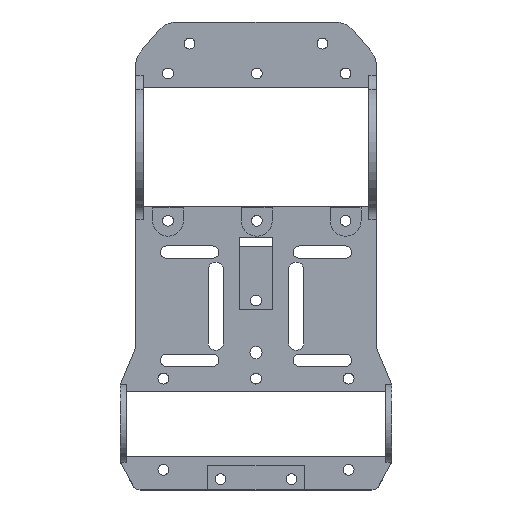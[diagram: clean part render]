
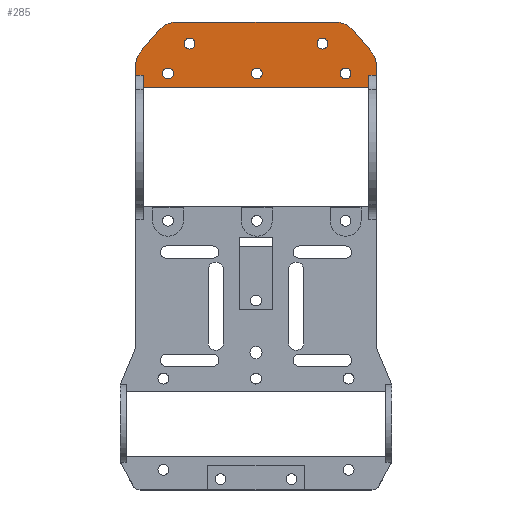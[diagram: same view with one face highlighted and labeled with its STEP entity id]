
A CAD part, top view. The second image highlights one B-rep face of the part: STEP entity #285.
In plain terms, the highlighted planar face has unit normal (0, 0, 1).
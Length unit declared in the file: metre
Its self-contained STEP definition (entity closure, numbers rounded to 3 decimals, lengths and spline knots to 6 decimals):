
#285 = ADVANCED_FACE( '', ( #674, #675, #676, #677, #678, #679 ), #680, .T. );
#674 = FACE_OUTER_BOUND( '', #1177, .T. );
#675 = FACE_BOUND( '', #1178, .T. );
#676 = FACE_BOUND( '', #1179, .T. );
#677 = FACE_BOUND( '', #1180, .T. );
#678 = FACE_BOUND( '', #1181, .T. );
#679 = FACE_BOUND( '', #1182, .T. );
#680 = PLANE( '', #1183 );
#1177 = EDGE_LOOP( '', ( #2062, #2063, #2064, #2065, #2066, #2067, #2068, #2069, #2070, #2071, #2072, #2073, #2074, #2075 ) );
#1178 = EDGE_LOOP( '', ( #2076 ) );
#1179 = EDGE_LOOP( '', ( #2077 ) );
#1180 = EDGE_LOOP( '', ( #2078 ) );
#1181 = EDGE_LOOP( '', ( #2079 ) );
#1182 = EDGE_LOOP( '', ( #2080 ) );
#1183 = AXIS2_PLACEMENT_3D( '', #2081, #2082, #2083 );
#2062 = ORIENTED_EDGE( '', *, *, #2832, .F. );
#2063 = ORIENTED_EDGE( '', *, *, #3043, .T. );
#2064 = ORIENTED_EDGE( '', *, *, #2812, .T. );
#2065 = ORIENTED_EDGE( '', *, *, #3044, .T. );
#2066 = ORIENTED_EDGE( '', *, *, #2883, .F. );
#2067 = ORIENTED_EDGE( '', *, *, #3045, .T. );
#2068 = ORIENTED_EDGE( '', *, *, #3046, .T. );
#2069 = ORIENTED_EDGE( '', *, *, #3047, .T. );
#2070 = ORIENTED_EDGE( '', *, *, #3040, .T. );
#2071 = ORIENTED_EDGE( '', *, *, #3048, .T. );
#2072 = ORIENTED_EDGE( '', *, *, #2921, .T. );
#2073 = ORIENTED_EDGE( '', *, *, #3049, .T. );
#2074 = ORIENTED_EDGE( '', *, *, #3050, .F. );
#2075 = ORIENTED_EDGE( '', *, *, #3051, .T. );
#2076 = ORIENTED_EDGE( '', *, *, #3052, .F. );
#2077 = ORIENTED_EDGE( '', *, *, #2895, .F. );
#2078 = ORIENTED_EDGE( '', *, *, #3053, .T. );
#2079 = ORIENTED_EDGE( '', *, *, #2738, .F. );
#2080 = ORIENTED_EDGE( '', *, *, #2853, .F. );
#2081 = CARTESIAN_POINT( '', ( -0.039, -0.07, 0.005 ) );
#2082 = DIRECTION( '', ( 0., 0., 1. ) );
#2083 = DIRECTION( '', ( 1., 0., 0. ) );
#2738 = EDGE_CURVE( '', #3264, #3264, #3265, .T. );
#2812 = EDGE_CURVE( '', #3397, #3398, #3399, .T. );
#2832 = EDGE_CURVE( '', #3430, #3432, #3433, .T. );
#2853 = EDGE_CURVE( '', #3466, #3466, #3467, .T. );
#2883 = EDGE_CURVE( '', #3513, #3514, #3515, .T. );
#2895 = EDGE_CURVE( '', #3531, #3531, #3532, .T. );
#2921 = EDGE_CURVE( '', #3579, #3577, #3580, .T. );
#3040 = EDGE_CURVE( '', #3760, #3758, #3761, .T. );
#3043 = EDGE_CURVE( '', #3430, #3397, #3764, .T. );
#3044 = EDGE_CURVE( '', #3398, #3514, #3765, .T. );
#3045 = EDGE_CURVE( '', #3513, #3766, #3767, .T. );
#3046 = EDGE_CURVE( '', #3766, #3768, #3769, .T. );
#3047 = EDGE_CURVE( '', #3768, #3760, #3770, .T. );
#3048 = EDGE_CURVE( '', #3758, #3579, #3771, .T. );
#3049 = EDGE_CURVE( '', #3577, #3772, #3773, .F. );
#3050 = EDGE_CURVE( '', #3774, #3772, #3775, .T. );
#3051 = EDGE_CURVE( '', #3774, #3432, #3776, .T. );
#3052 = EDGE_CURVE( '', #3777, #3777, #3778, .T. );
#3053 = EDGE_CURVE( '', #3779, #3779, #3780, .F. );
#3264 = VERTEX_POINT( '', #4048 );
#3265 = CIRCLE( '', #4049, 0.00175 );
#3397 = VERTEX_POINT( '', #4223 );
#3398 = VERTEX_POINT( '', #4224 );
#3399 = LINE( '', #4225, #4226 );
#3430 = VERTEX_POINT( '', #4267 );
#3432 = VERTEX_POINT( '', #4270 );
#3433 = LINE( '', #4271, #4272 );
#3466 = VERTEX_POINT( '', #4314 );
#3467 = CIRCLE( '', #4315, 0.00175 );
#3513 = VERTEX_POINT( '', #4371 );
#3514 = VERTEX_POINT( '', #4372 );
#3515 = LINE( '', #4373, #4374 );
#3531 = VERTEX_POINT( '', #4398 );
#3532 = CIRCLE( '', #4399, 0.00175 );
#3577 = VERTEX_POINT( '', #4453 );
#3579 = VERTEX_POINT( '', #4455 );
#3580 = LINE( '', #4456, #4457 );
#3758 = VERTEX_POINT( '', #4696 );
#3760 = VERTEX_POINT( '', #4698 );
#3761 = LINE( '', #4699, #4700 );
#3764 = CIRCLE( '', #4703, 0.0075 );
#3765 = CIRCLE( '', #4704, 0.0075 );
#3766 = VERTEX_POINT( '', #4705 );
#3767 = CIRCLE( '', #4706, 0.0075 );
#3768 = VERTEX_POINT( '', #4707 );
#3769 = LINE( '', #4708, #4709 );
#3770 = LINE( '', #4710, #4711 );
#3771 = LINE( '', #4712, #4713 );
#3772 = VERTEX_POINT( '', #4714 );
#3773 = LINE( '', #4715, #4716 );
#3774 = VERTEX_POINT( '', #4717 );
#3775 = LINE( '', #4718, #4719 );
#3776 = CIRCLE( '', #4720, 0.0075 );
#3777 = VERTEX_POINT( '', #4721 );
#3778 = CIRCLE( '', #4722, 0.00175 );
#3779 = VERTEX_POINT( '', #4723 );
#3780 = CIRCLE( '', #4724, 0.00175 );
#4048 = CARTESIAN_POINT( '', ( -0.037, -0.005161, 0.005 ) );
#4049 = AXIS2_PLACEMENT_3D( '', #4997, #4998, #4999 );
#4223 = CARTESIAN_POINT( '', ( -0.013417, 0.0115, 0.005 ) );
#4224 = CARTESIAN_POINT( '', ( -0.064583, 0.0115, 0.005 ) );
#4225 = CARTESIAN_POINT( '', ( -0.040821, 0.0115, 0.005 ) );
#4226 = VECTOR( '', #5095, 1. );
#4267 = CARTESIAN_POINT( '', ( -0.007758, 0.008921, 0.005 ) );
#4270 = CARTESIAN_POINT( '', ( -0.00184, 0.002117, 0.005 ) );
#4271 = CARTESIAN_POINT( '', ( -0.005, 0.00575, 0.005 ) );
#4272 = VECTOR( '', #5119, 1. );
#4314 = CARTESIAN_POINT( '', ( -0.00825, -0.005161, 0.005 ) );
#4315 = AXIS2_PLACEMENT_3D( '', #5143, #5144, #5145 );
#4371 = CARTESIAN_POINT( '', ( -0.07616, 0.002117, 0.005 ) );
#4372 = CARTESIAN_POINT( '', ( -0.070242, 0.008921, 0.005 ) );
#4373 = CARTESIAN_POINT( '', ( -0.073, 0.00575, 0.005 ) );
#4374 = VECTOR( '', #5192, 1. );
#4398 = CARTESIAN_POINT( '', ( -0.01575, 0.0045, 0.005 ) );
#4399 = AXIS2_PLACEMENT_3D( '', #5201, #5202, #5203 );
#4453 = CARTESIAN_POINT( '', ( -0.0025, -0.005676, 0.005 ) );
#4455 = CARTESIAN_POINT( '', ( -0.0025, -0.009661, 0.005 ) );
#4456 = CARTESIAN_POINT( '', ( -0.0025, -0.07, 0.005 ) );
#4457 = VECTOR( '', #5249, 1. );
#4696 = CARTESIAN_POINT( '', ( -0.0755, -0.009661, 0.005 ) );
#4698 = CARTESIAN_POINT( '', ( -0.0755, -0.005676, 0.005 ) );
#4699 = CARTESIAN_POINT( '', ( -0.0755, -0.07, 0.005 ) );
#4700 = VECTOR( '', #5431, 1. );
#4703 = AXIS2_PLACEMENT_3D( '', #5435, #5436, #5437 );
#4704 = AXIS2_PLACEMENT_3D( '', #5438, #5439, #5440 );
#4705 = CARTESIAN_POINT( '', ( -0.078, -0.002805, 0.005 ) );
#4706 = AXIS2_PLACEMENT_3D( '', #5441, #5442, #5443 );
#4707 = CARTESIAN_POINT( '', ( -0.078, -0.005676, 0.005 ) );
#4708 = CARTESIAN_POINT( '', ( -0.078, -0.042851, 0.005 ) );
#4709 = VECTOR( '', #5444, 1. );
#4710 = CARTESIAN_POINT( '', ( -0.039, -0.005676, 0.005 ) );
#4711 = VECTOR( '', #5445, 1. );
#4712 = CARTESIAN_POINT( '', ( -0.04, -0.009661, 0.005 ) );
#4713 = VECTOR( '', #5446, 1. );
#4714 = CARTESIAN_POINT( '', ( 0., -0.005676, 0.005 ) );
#4715 = CARTESIAN_POINT( '', ( 0., -0.005676, 0.005 ) );
#4716 = VECTOR( '', #5447, 1. );
#4717 = CARTESIAN_POINT( '', ( 0., -0.002805, 0.005 ) );
#4718 = CARTESIAN_POINT( '', ( 0., -0.042851, 0.005 ) );
#4719 = VECTOR( '', #5448, 1. );
#4720 = AXIS2_PLACEMENT_3D( '', #5449, #5450, #5451 );
#4721 = CARTESIAN_POINT( '', ( -0.05875, 0.0045, 0.005 ) );
#4722 = AXIS2_PLACEMENT_3D( '', #5452, #5453, #5454 );
#4723 = CARTESIAN_POINT( '', ( -0.06575, -0.005161, 0.005 ) );
#4724 = AXIS2_PLACEMENT_3D( '', #5455, #5456, #5457 );
#4997 = CARTESIAN_POINT( '', ( -0.03875, -0.005161, 0.005 ) );
#4998 = DIRECTION( '', ( 0., 0., 1. ) );
#4999 = DIRECTION( '', ( 1., 0., 0. ) );
#5095 = DIRECTION( '', ( -1., 0., 0. ) );
#5119 = DIRECTION( '', ( 0.656, -0.755, 0. ) );
#5143 = CARTESIAN_POINT( '', ( -0.01, -0.005161, 0.005 ) );
#5144 = DIRECTION( '', ( 0., 0., 1. ) );
#5145 = DIRECTION( '', ( 1., 0., 0. ) );
#5192 = DIRECTION( '', ( 0.656, 0.755, 0. ) );
#5201 = CARTESIAN_POINT( '', ( -0.0175, 0.0045, 0.005 ) );
#5202 = DIRECTION( '', ( 0., 0., 1. ) );
#5203 = DIRECTION( '', ( 1., 0., 0. ) );
#5249 = DIRECTION( '', ( 0., 1., 0. ) );
#5431 = DIRECTION( '', ( 0., -1., 0. ) );
#5435 = CARTESIAN_POINT( '', ( -0.013417, 0.004, 0.005 ) );
#5436 = DIRECTION( '', ( 0., 0., 1. ) );
#5437 = DIRECTION( '', ( 1., 0., 0. ) );
#5438 = CARTESIAN_POINT( '', ( -0.064583, 0.004, 0.005 ) );
#5439 = DIRECTION( '', ( 0., 0., 1. ) );
#5440 = DIRECTION( '', ( 1., 0., 0. ) );
#5441 = CARTESIAN_POINT( '', ( -0.0705, -0.002805, 0.005 ) );
#5442 = DIRECTION( '', ( 0., 0., 1. ) );
#5443 = DIRECTION( '', ( 1., 0., 0. ) );
#5444 = DIRECTION( '', ( 0., -1., 0. ) );
#5445 = DIRECTION( '', ( 1., 0., 0. ) );
#5446 = DIRECTION( '', ( 1., 0., 0. ) );
#5447 = DIRECTION( '', ( -1., 0., 0. ) );
#5448 = DIRECTION( '', ( 0., -1., 0. ) );
#5449 = CARTESIAN_POINT( '', ( -0.0075, -0.002805, 0.005 ) );
#5450 = DIRECTION( '', ( 0., 0., 1. ) );
#5451 = DIRECTION( '', ( 1., 0., 0. ) );
#5452 = CARTESIAN_POINT( '', ( -0.0605, 0.0045, 0.005 ) );
#5453 = DIRECTION( '', ( 0., 0., 1. ) );
#5454 = DIRECTION( '', ( 1., 0., 0. ) );
#5455 = CARTESIAN_POINT( '', ( -0.0675, -0.005161, 0.005 ) );
#5456 = DIRECTION( '', ( 0., 0., 1. ) );
#5457 = DIRECTION( '', ( 1., 0., 0. ) );
